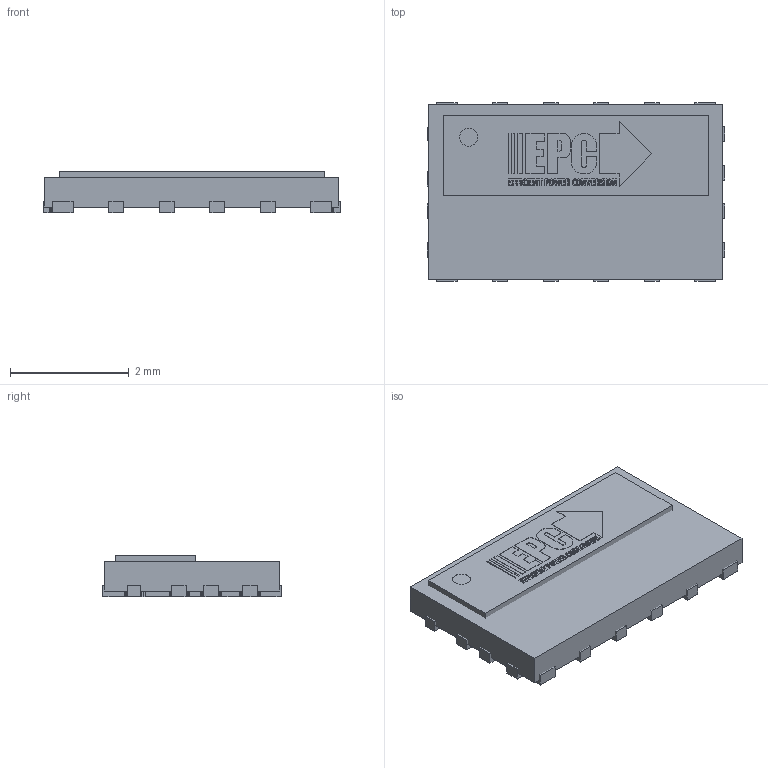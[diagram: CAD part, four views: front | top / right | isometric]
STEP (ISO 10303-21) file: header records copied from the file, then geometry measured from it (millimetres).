
FILE_DESCRIPTION(('FreeCAD Model'),'2;1');
FILE_NAME('Open CASCADE Shape Model','2023-11-29T10:18:19',(''),(''), 'Open CASCADE STEP processor 7.6','FreeCAD','Unknown');
FILE_SCHEMA(('AUTOMOTIVE_DESIGN { 1 0 10303 214 1 1 1 1 }'));
Length unit declared in the file: millimetre
Products named in the file (52): D0606H; EPClogo2_5mm; Extrude024; Extrude; Extrude001; Extrude002; Extrude003; Extrude004; Extrude005; Extrude006; Extrude007; Extrude008; Extrude009; Extrude010; Extrude011; Extrude012; Extrude013; Extrude014; Extrude015; Extrude016; Extrude017; Extrude018; Extrude019; Extrude020; Extrude021; Extrude022; Extrude023; 2.5mm007; 2.5mm; 2.5mm001; 2.5mm002; 2.5mm003; 2.5mm004; 2.5mm005; 2.5mm006; 6748699392; Extruded; 6748699632; Extruded001; 6748699872 ...
Assembly tree (54 placements, depth 4):
  D0606H
    EPClogo2_5mm
      Extrude024
        Extrude
        Extrude001
        Extrude002
        Extrude003
        Extrude004
        Extrude005
        Extrude006
        Extrude007
        Extrude008
        Extrude009
        Extrude010
        Extrude011
        Extrude012
        Extrude013
        Extrude014
        Extrude015
        Extrude016
        Extrude017
        Extrude018
        Extrude019
        Extrude020
        Extrude021
        Extrude022
        Extrude023
      2.5mm007
        2.5mm
        2.5mm001
        2.5mm002
        2.5mm003
        2.5mm004
        2.5mm005
        2.5mm006
    6748699392
      Extruded
    6748699632
      Extruded001
    6748699872
      Extruded002
    6748700112
      Extruded003
    6750060848
      Extruded004
    6750060848001
      Extruded004
    6750060848002
      Extruded004
    6750060848003
      Extruded004
    6754548000
      Cylinder
    6748093504
      Extruded008
Bounding box: 5 x 3 x 0.7 mm (x, y, z)
Surface area: 77.1 mm2
Topology: 41 solids, 41 shells, 657 faces, 1725 edges, 1150 vertices
Faces by surface type: plane 400, bspline 152, extrusion 104, cylinder 1
Full cylindrical faces by diameter (mm): 0.3 x1
Entity records: 20783 total; most frequent: CARTESIAN_POINT 5315, ORIENTED_EDGE 3378, DIRECTION 2049, EDGE_CURVE 1689, VECTOR 1169, VERTEX_POINT 1126, LINE 1065, B_SPLINE_CURVE_WITH_KNOTS 726
